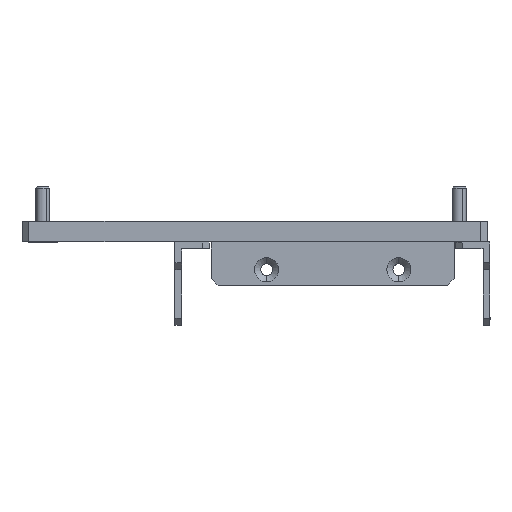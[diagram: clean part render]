
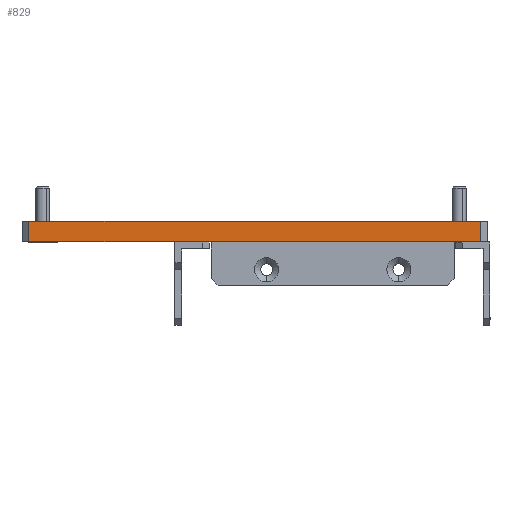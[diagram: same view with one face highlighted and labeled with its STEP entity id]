
A CAD part, left-side view. The second image highlights one B-rep face of the part: STEP entity #829.
In plain terms, the highlighted planar face has unit normal (-1, 0, 0).
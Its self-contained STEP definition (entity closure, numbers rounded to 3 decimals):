
#25 = CARTESIAN_POINT ( 'NONE',  ( -225., -67., 6. ) ) ;
#43 = VECTOR ( 'NONE', #4035, 1000. ) ;
#130 = VECTOR ( 'NONE', #1538, 1000. ) ;
#431 = EDGE_CURVE ( 'NONE', #1839, #5465, #4000, .T. ) ;
#512 = VERTEX_POINT ( 'NONE', #1975 ) ;
#594 = CARTESIAN_POINT ( 'NONE',  ( -225., -65., 0. ) ) ;
#678 = ORIENTED_EDGE ( 'NONE', *, *, #431, .T. ) ;
#829 = ADVANCED_FACE ( 'NONE', ( #3739 ), #2690, .F. ) ;
#1253 = DIRECTION ( 'NONE',  ( 0., 0., -1. ) ) ;
#1283 = CARTESIAN_POINT ( 'NONE',  ( -225., 65., 6. ) ) ;
#1538 = DIRECTION ( 'NONE',  ( 0., 0., 1. ) ) ;
#1745 = EDGE_CURVE ( 'NONE', #6659, #512, #3760, .T. ) ;
#1839 = VERTEX_POINT ( 'NONE', #4033 ) ;
#1975 = CARTESIAN_POINT ( 'NONE',  ( -225., -65., 6. ) ) ;
#2034 = DIRECTION ( 'NONE',  ( 0., 0., -1. ) ) ;
#2623 = DIRECTION ( 'NONE',  ( 1., 0., 0. ) ) ;
#2690 = PLANE ( 'NONE',  #3738 ) ;
#2825 = CARTESIAN_POINT ( 'NONE',  ( -225., -67., 6. ) ) ;
#3071 = EDGE_CURVE ( 'NONE', #6659, #1839, #5998, .T. ) ;
#3375 = ORIENTED_EDGE ( 'NONE', *, *, #1745, .F. ) ;
#3493 = CARTESIAN_POINT ( 'NONE',  ( -225., -67., 0. ) ) ;
#3738 = AXIS2_PLACEMENT_3D ( 'NONE', #25, #2623, #2034 ) ;
#3739 = FACE_OUTER_BOUND ( 'NONE', #6332, .T. ) ;
#3760 = LINE ( 'NONE', #2825, #5065 ) ;
#4000 = LINE ( 'NONE', #3493, #43 ) ;
#4033 = CARTESIAN_POINT ( 'NONE',  ( -225., 65., 0. ) ) ;
#4035 = DIRECTION ( 'NONE',  ( 0., -1., 0. ) ) ;
#4172 = CARTESIAN_POINT ( 'NONE',  ( -225., -65., 6. ) ) ;
#4279 = DIRECTION ( 'NONE',  ( 0., -1., 0. ) ) ;
#4435 = ORIENTED_EDGE ( 'NONE', *, *, #6812, .T. ) ;
#5065 = VECTOR ( 'NONE', #4279, 1000. ) ;
#5074 = VECTOR ( 'NONE', #1253, 1000. ) ;
#5144 = LINE ( 'NONE', #4172, #130 ) ;
#5465 = VERTEX_POINT ( 'NONE', #594 ) ;
#5514 = ORIENTED_EDGE ( 'NONE', *, *, #3071, .T. ) ;
#5998 = LINE ( 'NONE', #1283, #5074 ) ;
#6332 = EDGE_LOOP ( 'NONE', ( #678, #4435, #3375, #5514 ) ) ;
#6417 = CARTESIAN_POINT ( 'NONE',  ( -225., 65., 6. ) ) ;
#6659 = VERTEX_POINT ( 'NONE', #6417 ) ;
#6812 = EDGE_CURVE ( 'NONE', #5465, #512, #5144, .T. ) ;
